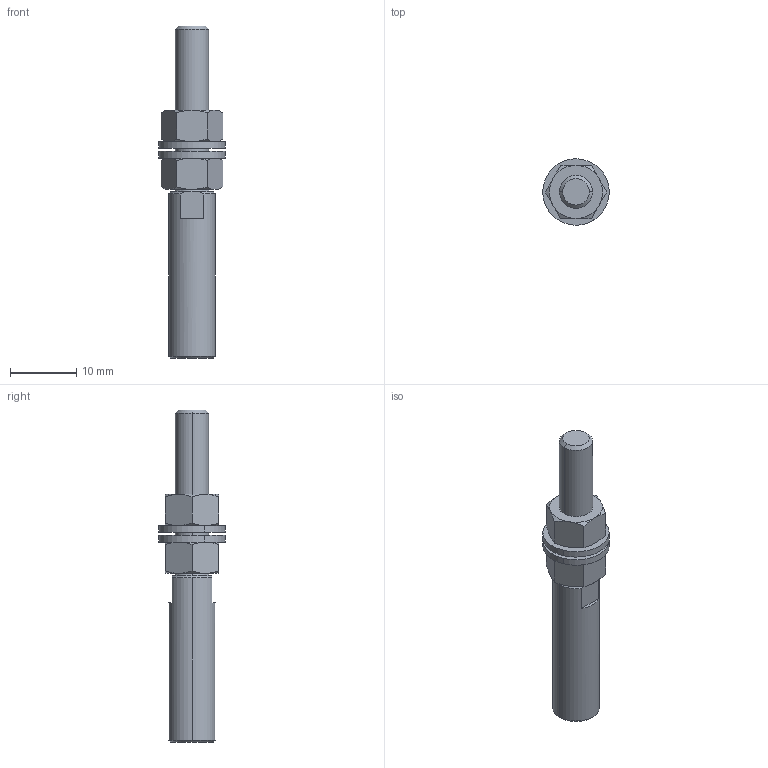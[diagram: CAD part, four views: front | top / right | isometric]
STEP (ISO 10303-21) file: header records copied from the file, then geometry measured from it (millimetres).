
FILE_DESCRIPTION (( 'STEP AP214' ), '1' );
FILE_NAME ('360-PPO-4-01.STEP', '2021-04-30T09:34:25', ( '' ), ( '' ), 'SwSTEP 2.0', 'SolidWorks 2017', '' );
FILE_SCHEMA (( 'AUTOMOTIVE_DESIGN' ));
Length unit declared in the file: millimetre
Products named in the file (4): 360-PPO-4-01; 9360-PPO-4; Sechskantmutter ISO 4032 - M5_Hexagon Nut ISO 4032 - M5 - D - N; Scheibe DIN 125 - A 5.3_Washer DIN 125 - A 5.3
Assembly tree (5 placements, depth 2):
  360-PPO-4-01
    9360-PPO-4
    Sechskantmutter ISO 4032 - M5_Hexagon Nut ISO 4032 - M5 - D - N  x2
    Scheibe DIN 125 - A 5.3_Washer DIN 125 - A 5.3  x2
Bounding box: 9.99 x 9.99 x 50 mm (x, y, z)
Volume: 1699.5 mm3; surface area: 2200.8 mm2
Topology: 5 solids, 5 shells, 141 faces, 342 edges, 213 vertices
Faces by surface type: plane 52, cone 41, bspline 26, cylinder 22
Entity records: 4419 total; most frequent: CARTESIAN_POINT 1521, ORIENTED_EDGE 540, DIRECTION 475, EDGE_CURVE 270, AXIS2_PLACEMENT_3D 194, VERTEX_POINT 171, EDGE_LOOP 137, ADVANCED_FACE 107
